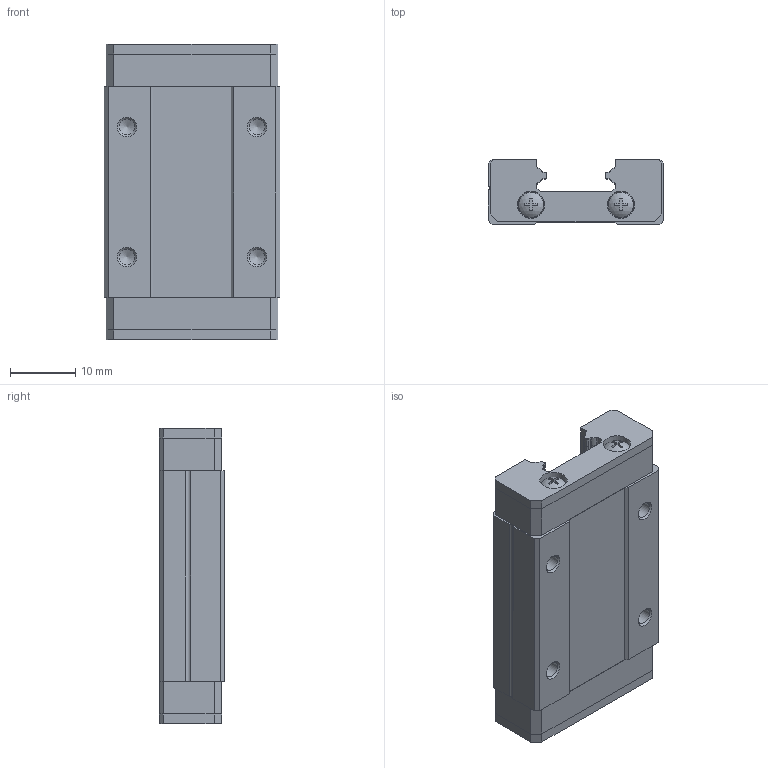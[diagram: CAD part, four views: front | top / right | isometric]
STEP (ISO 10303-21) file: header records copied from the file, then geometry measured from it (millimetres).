
FILE_DESCRIPTION(/* description */ (''),/* implementation_level */ '2;1');
FILE_NAME(/* name */ 'model.step',/* time_stamp */ '2024-04-08T18:03:11-06:00',/* author */ (''),/* organization */ (''),/* preprocessor_version */ 'ST-DEVELOPER v20',/* originating_system */ 'Autodesk Translation Framework v12.20.1.177',/* authorisation */ '');
FILE_SCHEMA (('AUTOMOTIVE_DESIGN { 1 0 10303 214 3 1 1 }'));
Length unit declared in the file: millimetre
Products named in the file (1): MGN12H Carriage
Bounding box: 27 x 10 x 45.4 mm (x, y, z)
Volume: 9190.3 mm3; surface area: 6153.1 mm2
Topology: 9 solids, 9 shells, 306 faces, 816 edges, 540 vertices
Faces by surface type: plane 189, cylinder 97, cone 16, sphere 4
Full cylindrical faces by diameter (mm): 2.459 x8, 4.2 x8
Entity records: 9612 total; most frequent: DIRECTION 1684, CARTESIAN_POINT 1659, ORIENTED_EDGE 1624, EDGE_CURVE 812, AXIS2_PLACEMENT_3D 565, LINE 554, VECTOR 554, VERTEX_POINT 540
